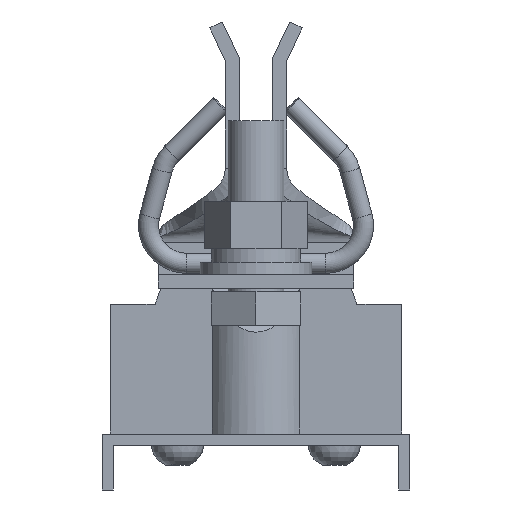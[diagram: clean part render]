
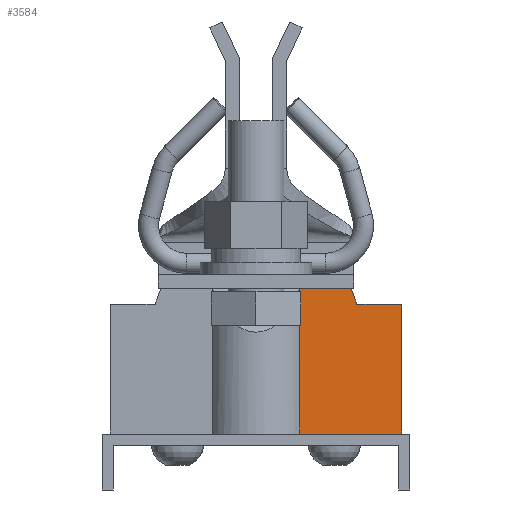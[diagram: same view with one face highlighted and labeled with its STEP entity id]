
A CAD part, front view. The second image highlights one B-rep face of the part: STEP entity #3584.
In plain terms, the highlighted planar face has unit normal (0, -1, 0).
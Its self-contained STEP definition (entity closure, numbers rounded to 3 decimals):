
#3148=FACE_OUTER_BOUND('',#4625,.T.);
#3584=ADVANCED_FACE('',(#3148),#3974,.T.);
#3974=PLANE('',#11350);
#4625=EDGE_LOOP('',(#6294,#6295,#6296,#6297,#6298,#6299));
#6294=ORIENTED_EDGE('',*,*,#8901,.T.);
#6295=ORIENTED_EDGE('',*,*,#8902,.T.);
#6296=ORIENTED_EDGE('',*,*,#8903,.F.);
#6297=ORIENTED_EDGE('',*,*,#8885,.F.);
#6298=ORIENTED_EDGE('',*,*,#8441,.F.);
#6299=ORIENTED_EDGE('',*,*,#8904,.F.);
#7671=VERTEX_POINT('',#14109);
#7672=VERTEX_POINT('',#14111);
#7978=VERTEX_POINT('',#26410);
#7990=VERTEX_POINT('',#26442);
#7991=VERTEX_POINT('',#26443);
#7992=VERTEX_POINT('',#26445);
#8441=EDGE_CURVE('',#7671,#7672,#9548,.T.);
#8885=EDGE_CURVE('',#7672,#7978,#9835,.T.);
#8901=EDGE_CURVE('',#7990,#7991,#9849,.T.);
#8902=EDGE_CURVE('',#7991,#7992,#9850,.T.);
#8903=EDGE_CURVE('',#7978,#7992,#9851,.T.);
#8904=EDGE_CURVE('',#7990,#7671,#9852,.T.);
#9548=LINE('',#14110,#10346);
#9835=LINE('',#26409,#10633);
#9849=LINE('',#26441,#10647);
#9850=LINE('',#26444,#10648);
#9851=LINE('',#26446,#10649);
#9852=LINE('',#26447,#10650);
#10346=VECTOR('',#11759,1.);
#10633=VECTOR('',#12586,1.);
#10647=VECTOR('',#12612,1.);
#10648=VECTOR('',#12613,1.);
#10649=VECTOR('',#12614,1.);
#10650=VECTOR('',#12615,1.);
#11350=AXIS2_PLACEMENT_3D('',#26448,#12616,#12617);
#11759=DIRECTION('',(-1.,0.,0.));
#12586=DIRECTION('',(0.,0.,1.));
#12612=DIRECTION('',(-1.,0.,0.));
#12613=DIRECTION('',(-0.342,0.,0.94));
#12614=DIRECTION('',(1.,0.,0.));
#12615=DIRECTION('',(0.,0.,-1.));
#12616=DIRECTION('',(0.,-1.,0.));
#12617=DIRECTION('',(1.,0.,0.));
#14109=CARTESIAN_POINT('',(53.5,28.5,10.));
#14110=CARTESIAN_POINT('',(52.5,28.5,10.));
#14111=CARTESIAN_POINT('',(35.294,28.5,10.));
#26409=CARTESIAN_POINT('',(35.294,28.5,10.));
#26410=CARTESIAN_POINT('',(35.294,28.5,36.));
#26441=CARTESIAN_POINT('',(1.5,28.5,33.2));
#26442=CARTESIAN_POINT('',(53.5,28.5,33.2));
#26443=CARTESIAN_POINT('',(45.519,28.5,33.2));
#26444=CARTESIAN_POINT('',(47.826,28.5,26.861));
#26445=CARTESIAN_POINT('',(44.5,28.5,36.));
#26446=CARTESIAN_POINT('',(35.852,28.5,36.));
#26447=CARTESIAN_POINT('',(53.5,28.5,10.));
#26448=CARTESIAN_POINT('',(1.5,28.5,10.));
